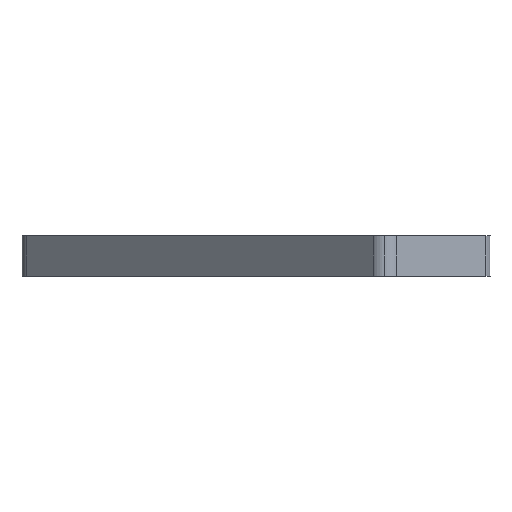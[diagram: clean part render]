
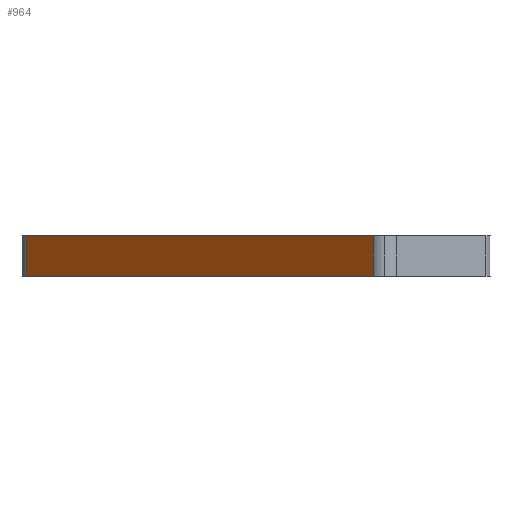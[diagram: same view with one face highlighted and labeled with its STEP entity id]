
A CAD part, left-side view. The second image highlights one B-rep face of the part: STEP entity #964.
In plain terms, the highlighted planar face has unit normal (-0.707, 0.707, 0).
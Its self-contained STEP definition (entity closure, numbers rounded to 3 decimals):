
#4 = CARTESIAN_POINT ( 'NONE',  ( 9.04, 33.789, 5. ) ) ;
#51 = EDGE_CURVE ( 'NONE', #241, #233, #224, .T. ) ;
#52 = CARTESIAN_POINT ( 'NONE',  ( 9.04, 33.789, 5. ) ) ;
#56 = LINE ( 'NONE', #586, #72 ) ;
#72 = VECTOR ( 'NONE', #997, 1000. ) ;
#86 = VECTOR ( 'NONE', #1012, 1000. ) ;
#94 = LINE ( 'NONE', #330, #86 ) ;
#167 = AXIS2_PLACEMENT_3D ( 'NONE', #1044, #652, #765 ) ;
#202 = VECTOR ( 'NONE', #563, 1000. ) ;
#209 = EDGE_CURVE ( 'NONE', #847, #914, #94, .T. ) ;
#224 = LINE ( 'NONE', #1003, #202 ) ;
#226 = FACE_OUTER_BOUND ( 'NONE', #651, .T. ) ;
#233 = VERTEX_POINT ( 'NONE', #4 ) ;
#241 = VERTEX_POINT ( 'NONE', #987 ) ;
#330 = CARTESIAN_POINT ( 'NONE',  ( 9.04, 33.789, 0. ) ) ;
#354 = CARTESIAN_POINT ( 'NONE',  ( 9.04, 33.789, 0. ) ) ;
#365 = DIRECTION ( 'NONE',  ( 0., 0., -1. ) ) ;
#385 = LINE ( 'NONE', #52, #1020 ) ;
#429 = ORIENTED_EDGE ( 'NONE', *, *, #209, .T. ) ;
#563 = DIRECTION ( 'NONE',  ( -0.707, -0.707, 0. ) ) ;
#586 = CARTESIAN_POINT ( 'NONE',  ( 51.642, 76.391, 5. ) ) ;
#591 = ORIENTED_EDGE ( 'NONE', *, *, #642, .F. ) ;
#592 = ORIENTED_EDGE ( 'NONE', *, *, #51, .F. ) ;
#642 = EDGE_CURVE ( 'NONE', #233, #914, #385, .T. ) ;
#651 = EDGE_LOOP ( 'NONE', ( #429, #591, #592, #671 ) ) ;
#652 = DIRECTION ( 'NONE',  ( 0.707, -0.707, 0. ) ) ;
#671 = ORIENTED_EDGE ( 'NONE', *, *, #853, .T. ) ;
#765 = DIRECTION ( 'NONE',  ( 0.707, 0.707, 0. ) ) ;
#847 = VERTEX_POINT ( 'NONE', #963 ) ;
#853 = EDGE_CURVE ( 'NONE', #241, #847, #56, .T. ) ;
#914 = VERTEX_POINT ( 'NONE', #354 ) ;
#963 = CARTESIAN_POINT ( 'NONE',  ( 51.642, 76.391, 0. ) ) ;
#964 = ADVANCED_FACE ( 'NONE', ( #226 ), #1058, .F. ) ;
#987 = CARTESIAN_POINT ( 'NONE',  ( 51.642, 76.391, 5. ) ) ;
#997 = DIRECTION ( 'NONE',  ( 0., 0., -1. ) ) ;
#1003 = CARTESIAN_POINT ( 'NONE',  ( 9.04, 33.789, 5. ) ) ;
#1012 = DIRECTION ( 'NONE',  ( -0.707, -0.707, 0. ) ) ;
#1020 = VECTOR ( 'NONE', #365, 1000. ) ;
#1044 = CARTESIAN_POINT ( 'NONE',  ( 9.04, 33.789, 5. ) ) ;
#1058 = PLANE ( 'NONE',  #167 ) ;
